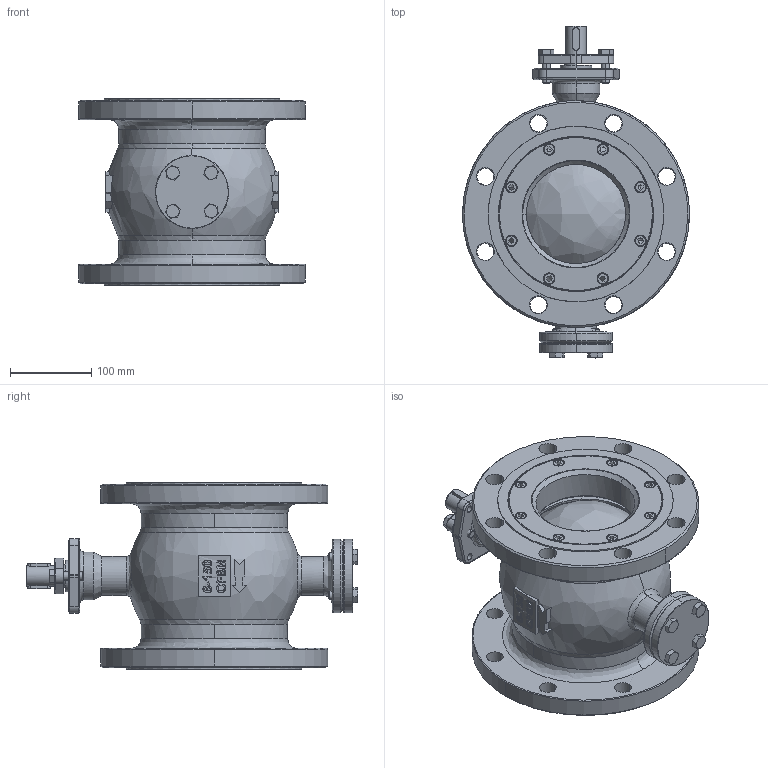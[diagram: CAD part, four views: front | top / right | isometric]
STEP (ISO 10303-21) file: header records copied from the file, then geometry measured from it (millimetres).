
FILE_DESCRIPTION (( 'STEP AP214' ), '1' );
FILE_NAME ('VX-F1-0600-XXX.step', '2019-10-18T12:33:02', ( '' ), ( '' ), 'SwSTEP 2.0', 'SolidWorks 2019', '' );
FILE_SCHEMA (( 'AUTOMOTIVE_DESIGN' ));
Length unit declared in the file: inch
Products named in the file (2): VX-F1-0600-XXX
Bounding box: 279 x 408.4 x 229 mm (x, y, z)
Surface area: 564894.5 mm2 (no closed solid volume)
Topology: 0 solids, 34 shells, 567 faces, 1753 edges, 1204 vertices
Faces by surface type: plane 223, cylinder 139, bspline 126, cone 79
Entity records: 49905 total; most frequent: CARTESIAN_POINT 31067, ORIENTED_EDGE 2991, EDGE_CURVE 1746, B_SPLINE_CURVE_WITH_KNOTS 1531, VERTEX_POINT 1204, DIRECTION 957, EDGE_LOOP 677, UNCERTAINTY_MEASURE_WITH_UNIT 569
